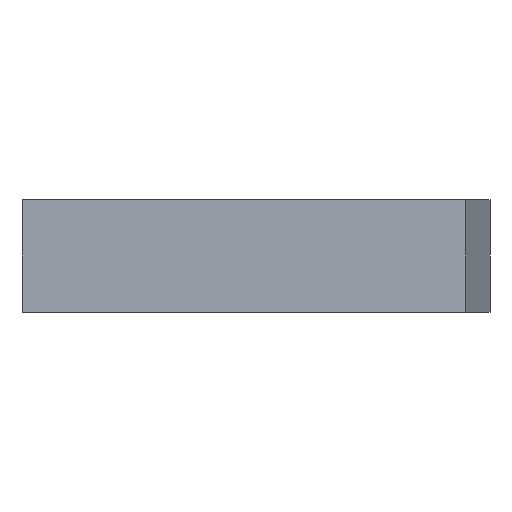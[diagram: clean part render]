
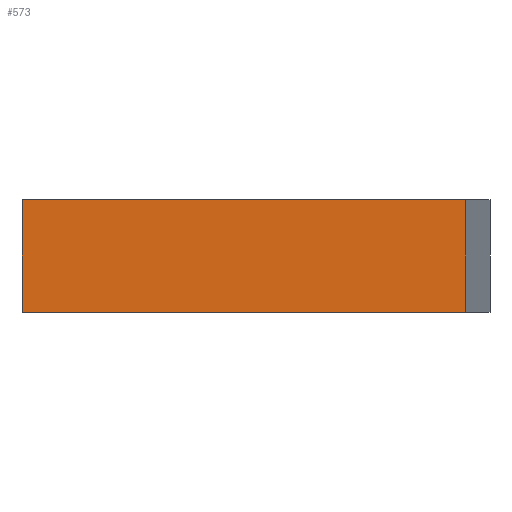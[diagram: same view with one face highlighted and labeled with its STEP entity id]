
A CAD part, front view. The second image highlights one B-rep face of the part: STEP entity #573.
In plain terms, the highlighted planar face has unit normal (0, -1, 0).
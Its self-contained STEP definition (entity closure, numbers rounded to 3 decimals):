
#6 = VERTEX_POINT ( 'NONE', #212 ) ;
#14 = EDGE_CURVE ( 'NONE', #513, #450, #798, .T. ) ;
#19 = CARTESIAN_POINT ( 'NONE',  ( 25., -1.495, 0. ) ) ;
#35 = VECTOR ( 'NONE', #427, 1000. ) ;
#94 = EDGE_CURVE ( 'NONE', #6, #598, #418, .T. ) ;
#128 = CARTESIAN_POINT ( 'NONE',  ( 25., -1.495, 6. ) ) ;
#153 = DIRECTION ( 'NONE',  ( 1., 0., 0. ) ) ;
#160 = CARTESIAN_POINT ( 'NONE',  ( 1.299, -1.495, 6. ) ) ;
#175 = EDGE_LOOP ( 'NONE', ( #804, #783, #855, #587 ) ) ;
#205 = CARTESIAN_POINT ( 'NONE',  ( 1.299, -1.495, 6. ) ) ;
#207 = AXIS2_PLACEMENT_3D ( 'NONE', #350, #408, #676 ) ;
#212 = CARTESIAN_POINT ( 'NONE',  ( 1.299, -1.495, 0. ) ) ;
#279 = VECTOR ( 'NONE', #735, 1000. ) ;
#350 = CARTESIAN_POINT ( 'NONE',  ( 1.299, -1.495, 6. ) ) ;
#360 = FACE_OUTER_BOUND ( 'NONE', #175, .T. ) ;
#399 = CARTESIAN_POINT ( 'NONE',  ( 25., -1.495, 6. ) ) ;
#408 = DIRECTION ( 'NONE',  ( 0., 1., 0. ) ) ;
#418 = LINE ( 'NONE', #680, #480 ) ;
#427 = DIRECTION ( 'NONE',  ( 0., 0., -1. ) ) ;
#450 = VERTEX_POINT ( 'NONE', #128 ) ;
#480 = VECTOR ( 'NONE', #153, 1000. ) ;
#513 = VERTEX_POINT ( 'NONE', #742 ) ;
#537 = LINE ( 'NONE', #399, #539 ) ;
#539 = VECTOR ( 'NONE', #849, 1000. ) ;
#573 = ADVANCED_FACE ( 'NONE', ( #360 ), #623, .F. ) ;
#587 = ORIENTED_EDGE ( 'NONE', *, *, #715, .T. ) ;
#598 = VERTEX_POINT ( 'NONE', #19 ) ;
#623 = PLANE ( 'NONE',  #207 ) ;
#676 = DIRECTION ( 'NONE',  ( -1., 0., 0. ) ) ;
#680 = CARTESIAN_POINT ( 'NONE',  ( 1.299, -1.495, 0. ) ) ;
#715 = EDGE_CURVE ( 'NONE', #513, #6, #760, .T. ) ;
#735 = DIRECTION ( 'NONE',  ( 1., 0., 0. ) ) ;
#742 = CARTESIAN_POINT ( 'NONE',  ( 1.299, -1.495, 6. ) ) ;
#760 = LINE ( 'NONE', #160, #35 ) ;
#783 = ORIENTED_EDGE ( 'NONE', *, *, #799, .F. ) ;
#798 = LINE ( 'NONE', #205, #279 ) ;
#799 = EDGE_CURVE ( 'NONE', #450, #598, #537, .T. ) ;
#804 = ORIENTED_EDGE ( 'NONE', *, *, #94, .T. ) ;
#849 = DIRECTION ( 'NONE',  ( 0., 0., -1. ) ) ;
#855 = ORIENTED_EDGE ( 'NONE', *, *, #14, .F. ) ;
